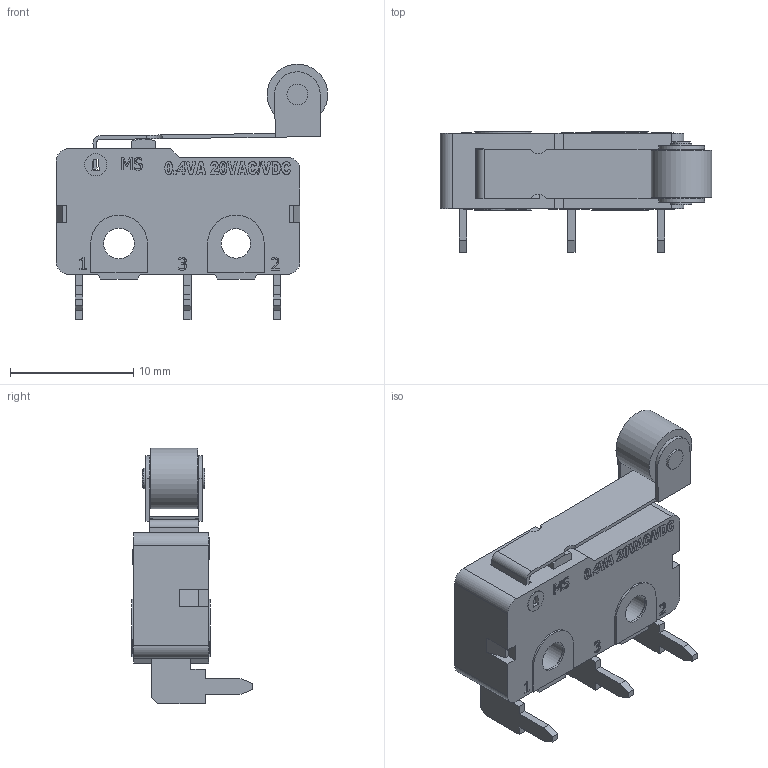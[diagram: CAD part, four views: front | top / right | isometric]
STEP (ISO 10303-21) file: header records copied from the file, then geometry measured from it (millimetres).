
FILE_DESCRIPTION((' '),'2;1');
FILE_NAME('MS085xx05FxxxV2A.stp','2017-07-28T13:42:44',(' '),(' '),' ','ACIS',' ');
FILE_SCHEMA(('CONFIG_CONTROL_DESIGN'));
Length unit declared in the file: inch
Products named in the file (1): MS085xx05FxxxV2A.stp
Bounding box: 22.06 x 9.8 x 20.77 mm (x, y, z)
Volume: 902.9 mm3; surface area: 1882.9 mm2
Topology: 1 solids, 4 shells, 652 faces, 1756 edges, 1167 vertices
Faces by surface type: plane 448, bspline 176, cylinder 28
Full cylindrical faces by diameter (mm): 1.4 x3, 1.7 x2, 1.8 x1, 2.4 x2, 2.5 x2, 3.7 x2, 4.92 x1
Entity records: 21219 total; most frequent: CARTESIAN_POINT 5935, ORIENTED_EDGE 3482, DIRECTION 2400, EDGE_CURVE 1741, VECTOR 1332, LINE 1332, VERTEX_POINT 1165, EDGE_LOOP 733
